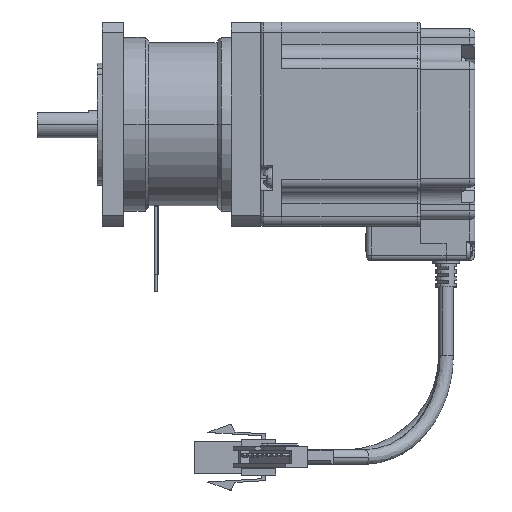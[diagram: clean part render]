
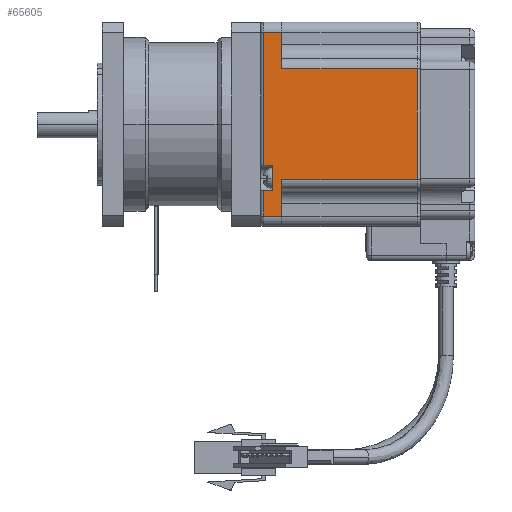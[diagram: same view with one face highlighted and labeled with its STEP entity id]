
A CAD part, top view. The second image highlights one B-rep face of the part: STEP entity #65605.
In plain terms, the highlighted face is planar.
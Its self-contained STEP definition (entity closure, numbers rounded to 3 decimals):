
#43681 = EDGE_LOOP ( 'NONE', ( #140247, #140250, #140252, #140255, #140258, #140261, #140263, #140266, #140269, #140272, #140275, #140277 ) ) ;
#56874 = EDGE_CURVE ( 'NONE', #77161, #77164, #87314, .T. ) ;
#56879 = EDGE_CURVE ( 'NONE', #77164, #76930, #87325, .T. ) ;
#56881 = EDGE_CURVE ( 'NONE', #76930, #77199, #87330, .T. ) ;
#56882 = EDGE_CURVE ( 'NONE', #77199, #77196, #87332, .T. ) ;
#56885 = EDGE_CURVE ( 'NONE', #77196, #77189, #87340, .T. ) ;
#56887 = EDGE_CURVE ( 'NONE', #77189, #77215, #87346, .T. ) ;
#56888 = EDGE_CURVE ( 'NONE', #77215, #76987, #87348, .T. ) ;
#56895 = EDGE_CURVE ( 'NONE', #77240, #77234, #87362, .T. ) ;
#56897 = EDGE_CURVE ( 'NONE', #76987, #77240, #87369, .T. ) ;
#56956 = EDGE_CURVE ( 'NONE', #77430, #77161, #87513, .T. ) ;
#56958 = EDGE_CURVE ( 'NONE', #77417, #77234, #87517, .T. ) ;
#56959 = EDGE_CURVE ( 'NONE', #77430, #77417, #87524, .T. ) ;
#65605 = ADVANCED_FACE ( 'NONE', ( #128639 ), #130343, .T. ) ;
#76930 = VERTEX_POINT ( 'NONE', #120452 ) ;
#76987 = VERTEX_POINT ( 'NONE', #120535 ) ;
#77161 = VERTEX_POINT ( 'NONE', #120762 ) ;
#77164 = VERTEX_POINT ( 'NONE', #120766 ) ;
#77189 = VERTEX_POINT ( 'NONE', #120804 ) ;
#77196 = VERTEX_POINT ( 'NONE', #120812 ) ;
#77199 = VERTEX_POINT ( 'NONE', #120818 ) ;
#77215 = VERTEX_POINT ( 'NONE', #120840 ) ;
#77234 = VERTEX_POINT ( 'NONE', #120864 ) ;
#77240 = VERTEX_POINT ( 'NONE', #120872 ) ;
#77417 = VERTEX_POINT ( 'NONE', #121120 ) ;
#77430 = VERTEX_POINT ( 'NONE', #121138 ) ;
#86553 = CARTESIAN_POINT ( 'NONE',  ( 92.176, -14.308, -6.3 ) ) ;
#86554 = DIRECTION ( 'NONE',  ( 0., 1., 0. ) ) ;
#86577 = CARTESIAN_POINT ( 'NONE',  ( 92.176, -14.308, -1. ) ) ;
#86578 = DIRECTION ( 'NONE',  ( 0., -1., 0. ) ) ;
#86586 = CARTESIAN_POINT ( 'NONE',  ( 92.176, 12.692, -23.5 ) ) ;
#86587 = DIRECTION ( 'NONE',  ( 0., 0., 1. ) ) ;
#86589 = CARTESIAN_POINT ( 'NONE',  ( 92.176, -33.908, -23.5 ) ) ;
#86591 = DIRECTION ( 'NONE',  ( 0., 0., 1. ) ) ;
#86597 = CARTESIAN_POINT ( 'NONE',  ( 92.176, -26.508, -23.5 ) ) ;
#86599 = DIRECTION ( 'NONE',  ( 0., 0., -1. ) ) ;
#86606 = CARTESIAN_POINT ( 'NONE',  ( 92.176, -14.308, -3.5 ) ) ;
#86608 = DIRECTION ( 'NONE',  ( 0., -1., 0. ) ) ;
#86615 = CARTESIAN_POINT ( 'NONE',  ( 92.176, -14.308, -1. ) ) ;
#86617 = DIRECTION ( 'NONE',  ( 0., -1., 0. ) ) ;
#86637 = DIRECTION ( 'NONE',  ( 0., 1., 0. ) ) ;
#86639 = CARTESIAN_POINT ( 'NONE',  ( 92.176, -41.308, -23.5 ) ) ;
#86640 = DIRECTION ( 'NONE',  ( 0., 0., -1. ) ) ;
#86642 = CARTESIAN_POINT ( 'NONE',  ( 92.176, -14.308, -6.3 ) ) ;
#87314 = LINE ( 'NONE', #86553, #87317 ) ;
#87317 = VECTOR ( 'NONE', #86554, 1000. ) ;
#87325 = LINE ( 'NONE', #86586, #87329 ) ;
#87329 = VECTOR ( 'NONE', #86587, 1000. ) ;
#87330 = LINE ( 'NONE', #86577, #87333 ) ;
#87332 = LINE ( 'NONE', #86597, #87336 ) ;
#87333 = VECTOR ( 'NONE', #86578, 1000. ) ;
#87336 = VECTOR ( 'NONE', #86599, 1000. ) ;
#87340 = LINE ( 'NONE', #86606, #87345 ) ;
#87345 = VECTOR ( 'NONE', #86608, 1000. ) ;
#87346 = LINE ( 'NONE', #86589, #87349 ) ;
#87348 = LINE ( 'NONE', #86615, #87352 ) ;
#87349 = VECTOR ( 'NONE', #86591, 1000. ) ;
#87352 = VECTOR ( 'NONE', #86617, 1000. ) ;
#87362 = LINE ( 'NONE', #86642, #87368 ) ;
#87368 = VECTOR ( 'NONE', #86637, 1000. ) ;
#87369 = LINE ( 'NONE', #86639, #87372 ) ;
#87372 = VECTOR ( 'NONE', #86640, 1000. ) ;
#87513 = LINE ( 'NONE', #136605, #87521 ) ;
#87517 = LINE ( 'NONE', #136649, #87526 ) ;
#87521 = VECTOR ( 'NONE', #136634, 1000. ) ;
#87524 = LINE ( 'NONE', #136662, #87529 ) ;
#87526 = VECTOR ( 'NONE', #136628, 1000. ) ;
#87529 = VECTOR ( 'NONE', #136669, 1000. ) ;
#107723 = AXIS2_PLACEMENT_3D ( 'NONE', #130339, #130345, #130347 ) ;
#120452 = CARTESIAN_POINT ( 'NONE',  ( 92.176, 12.692, -1. ) ) ;
#120535 = CARTESIAN_POINT ( 'NONE',  ( 92.176, -41.308, -1. ) ) ;
#120762 = CARTESIAN_POINT ( 'NONE',  ( 92.176, 1.992, -6.3 ) ) ;
#120766 = CARTESIAN_POINT ( 'NONE',  ( 92.176, 12.692, -6.3 ) ) ;
#120804 = CARTESIAN_POINT ( 'NONE',  ( 92.176, -33.908, -3.5 ) ) ;
#120812 = CARTESIAN_POINT ( 'NONE',  ( 92.176, -26.508, -3.5 ) ) ;
#120818 = CARTESIAN_POINT ( 'NONE',  ( 92.176, -26.508, -1. ) ) ;
#120840 = CARTESIAN_POINT ( 'NONE',  ( 92.176, -33.908, -1. ) ) ;
#120864 = CARTESIAN_POINT ( 'NONE',  ( 92.176, -30.608, -6.3 ) ) ;
#120872 = CARTESIAN_POINT ( 'NONE',  ( 92.176, -41.308, -6.3 ) ) ;
#121120 = CARTESIAN_POINT ( 'NONE',  ( 92.176, -30.608, -46. ) ) ;
#121138 = CARTESIAN_POINT ( 'NONE',  ( 92.176, 1.992, -46. ) ) ;
#128639 = FACE_OUTER_BOUND ( 'NONE', #43681, .T. ) ;
#130339 = CARTESIAN_POINT ( 'NONE',  ( 92.176, 15.692, 0. ) ) ;
#130343 = PLANE ( 'NONE',  #107723 ) ;
#130345 = DIRECTION ( 'NONE',  ( 1., 0., 0. ) ) ;
#130347 = DIRECTION ( 'NONE',  ( 0., -1., 0. ) ) ;
#136605 = CARTESIAN_POINT ( 'NONE',  ( 92.176, 1.992, -23.5 ) ) ;
#136628 = DIRECTION ( 'NONE',  ( 0., 0., 1. ) ) ;
#136634 = DIRECTION ( 'NONE',  ( 0., 0., 1. ) ) ;
#136649 = CARTESIAN_POINT ( 'NONE',  ( 92.176, -30.608, -26.65 ) ) ;
#136662 = CARTESIAN_POINT ( 'NONE',  ( 92.176, -14.308, -46. ) ) ;
#136669 = DIRECTION ( 'NONE',  ( 0., -1., 0. ) ) ;
#140247 = ORIENTED_EDGE ( 'NONE', *, *, #56895, .T. ) ;
#140250 = ORIENTED_EDGE ( 'NONE', *, *, #56958, .F. ) ;
#140252 = ORIENTED_EDGE ( 'NONE', *, *, #56959, .F. ) ;
#140255 = ORIENTED_EDGE ( 'NONE', *, *, #56956, .T. ) ;
#140258 = ORIENTED_EDGE ( 'NONE', *, *, #56874, .T. ) ;
#140261 = ORIENTED_EDGE ( 'NONE', *, *, #56879, .T. ) ;
#140263 = ORIENTED_EDGE ( 'NONE', *, *, #56881, .T. ) ;
#140266 = ORIENTED_EDGE ( 'NONE', *, *, #56882, .T. ) ;
#140269 = ORIENTED_EDGE ( 'NONE', *, *, #56885, .T. ) ;
#140272 = ORIENTED_EDGE ( 'NONE', *, *, #56887, .T. ) ;
#140275 = ORIENTED_EDGE ( 'NONE', *, *, #56888, .T. ) ;
#140277 = ORIENTED_EDGE ( 'NONE', *, *, #56897, .T. ) ;
